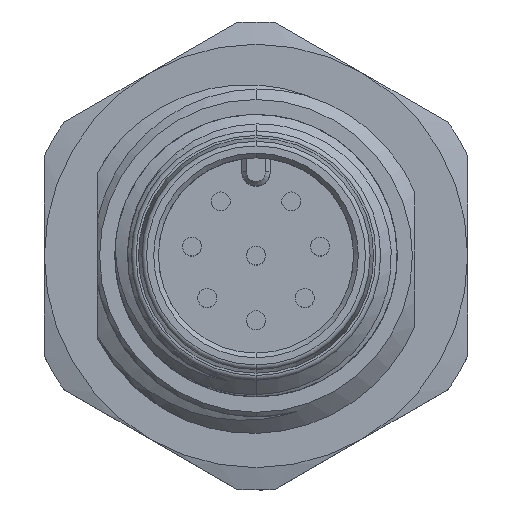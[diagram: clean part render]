
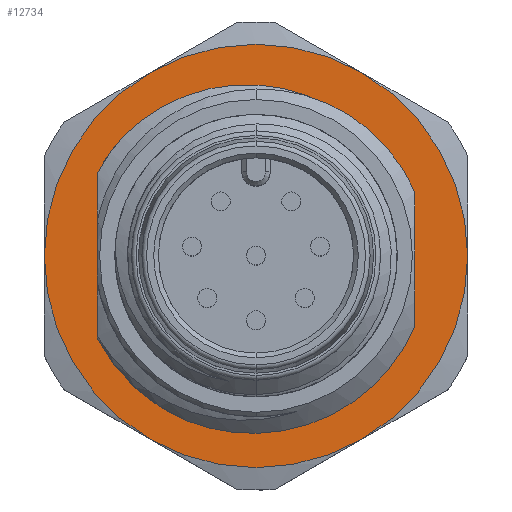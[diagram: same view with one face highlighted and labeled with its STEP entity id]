
A CAD part, top view. The second image highlights one B-rep face of the part: STEP entity #12734.
In plain terms, the highlighted planar face has unit normal (0, 0, 1).
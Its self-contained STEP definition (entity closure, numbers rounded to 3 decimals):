
#2438=DIRECTION('',(0.,-1.,0.));
#2439=VECTOR('',#2438,2.172);
#2440=CARTESIAN_POINT('',(6.75,1.086,-12.2));
#2441=LINE('',#2440,#2439);
#2446=CARTESIAN_POINT('',(0.,0.,-12.2));
#2447=DIRECTION('',(0.,0.,-1.));
#2448=DIRECTION('',(0.5,0.866,0.));
#2449=AXIS2_PLACEMENT_3D('',#2446,#2447,#2448);
#2451=CARTESIAN_POINT('',(0.,0.,-12.2));
#2452=DIRECTION('',(0.,0.,-1.));
#2453=DIRECTION('',(1.,0.,0.));
#2454=AXIS2_PLACEMENT_3D('',#2451,#2452,#2453);
#2456=CARTESIAN_POINT('',(0.,0.,-12.2));
#2457=DIRECTION('',(0.,0.,-1.));
#2458=DIRECTION('',(-0.5,-0.866,0.));
#2459=AXIS2_PLACEMENT_3D('',#2456,#2457,#2458);
#2461=CARTESIAN_POINT('',(0.,0.,-12.2));
#2462=DIRECTION('',(0.,0.,-1.));
#2463=DIRECTION('',(-1.,0.,0.));
#2464=AXIS2_PLACEMENT_3D('',#2461,#2462,#2463);
#2483=CARTESIAN_POINT('',(0.,0.,-12.2));
#2484=DIRECTION('',(0.,0.,-1.));
#2485=DIRECTION('',(-0.888,0.46,0.));
#2486=AXIS2_PLACEMENT_3D('',#2483,#2484,#2485);
#2521=DIRECTION('',(0.,1.,0.));
#2522=VECTOR('',#2521,6.651);
#2523=CARTESIAN_POINT('',(-6.75,-3.159,-12.2));
#2524=LINE('',#2523,#2522);
#2567=CARTESIAN_POINT('',(-5.679,5.051,-12.2));
#2568=CARTESIAN_POINT('',(-5.535,5.197,-12.2));
#2569=CARTESIAN_POINT('',(-5.236,5.476,-12.2));
#2570=CARTESIAN_POINT('',(-4.755,5.859,-12.2));
#2571=CARTESIAN_POINT('',(-4.248,6.198,-12.2));
#2572=CARTESIAN_POINT('',(-3.717,6.494,-12.2));
#2573=CARTESIAN_POINT('',(-3.164,6.746,-12.2));
#2574=CARTESIAN_POINT('',(-2.596,6.95,-12.2));
#2575=CARTESIAN_POINT('',(-2.013,7.108,-12.2));
#2576=CARTESIAN_POINT('',(-1.423,7.217,-12.2));
#2577=CARTESIAN_POINT('',(-0.827,7.277,-12.2));
#2578=CARTESIAN_POINT('',(-0.23,7.289,-12.2));
#2579=CARTESIAN_POINT('',(0.363,7.252,-12.2));
#2580=CARTESIAN_POINT('',(0.951,7.166,-12.2));
#2581=CARTESIAN_POINT('',(1.525,7.034,-12.2));
#2582=CARTESIAN_POINT('',(2.087,6.854,-12.2));
#2583=CARTESIAN_POINT('',(2.63,6.631,-12.2));
#2584=CARTESIAN_POINT('',(3.15,6.364,-12.2));
#2585=CARTESIAN_POINT('',(3.646,6.056,-12.2));
#2586=CARTESIAN_POINT('',(4.112,5.711,-12.2));
#2587=CARTESIAN_POINT('',(4.548,5.328,-12.2));
#2588=CARTESIAN_POINT('',(4.948,4.913,-12.2));
#2589=CARTESIAN_POINT('',(5.312,4.467,-12.2));
#2590=CARTESIAN_POINT('',(5.637,3.995,-12.2));
#2591=CARTESIAN_POINT('',(5.92,3.499,-12.2));
#2592=CARTESIAN_POINT('',(6.08,3.156,-12.2));
#2593=CARTESIAN_POINT('',(6.153,2.981,-12.2));
#2651=CARTESIAN_POINT('',(6.153,2.981,-12.2));
#2652=CARTESIAN_POINT('',(6.225,2.831,-12.2));
#2653=CARTESIAN_POINT('',(6.359,2.527,-12.2));
#2654=CARTESIAN_POINT('',(6.527,2.056,-12.2));
#2655=CARTESIAN_POINT('',(6.659,1.575,-12.2));
#2656=CARTESIAN_POINT('',(6.724,1.25,-12.2));
#2657=CARTESIAN_POINT('',(6.75,1.086,-12.2));
#2704=CARTESIAN_POINT('',(6.75,-1.086,-12.2));
#2705=CARTESIAN_POINT('',(6.721,-1.266,-12.2));
#2706=CARTESIAN_POINT('',(6.649,-1.623,-12.2));
#2707=CARTESIAN_POINT('',(6.498,-2.15,-12.2));
#2708=CARTESIAN_POINT('',(6.305,-2.662,-12.2));
#2709=CARTESIAN_POINT('',(6.072,-3.158,-12.2));
#2710=CARTESIAN_POINT('',(5.8,-3.633,-12.2));
#2711=CARTESIAN_POINT('',(5.492,-4.085,-12.2));
#2712=CARTESIAN_POINT('',(5.147,-4.511,-12.2));
#2713=CARTESIAN_POINT('',(4.77,-4.908,-12.2));
#2714=CARTESIAN_POINT('',(4.363,-5.273,-12.2));
#2715=CARTESIAN_POINT('',(3.927,-5.605,-12.2));
#2716=CARTESIAN_POINT('',(3.467,-5.901,-12.2));
#2717=CARTESIAN_POINT('',(3.146,-6.073,-12.2));
#2718=CARTESIAN_POINT('',(2.981,-6.153,-12.2));
#2763=CARTESIAN_POINT('',(2.981,-6.153,-12.2));
#2764=CARTESIAN_POINT('',(2.821,-6.242,-12.2));
#2765=CARTESIAN_POINT('',(2.494,-6.407,-12.2));
#2766=CARTESIAN_POINT('',(1.981,-6.616,-12.2));
#2767=CARTESIAN_POINT('',(1.452,-6.784,-12.2));
#2768=CARTESIAN_POINT('',(0.912,-6.909,-12.2));
#2769=CARTESIAN_POINT('',(0.361,-6.99,-12.2));
#2770=CARTESIAN_POINT('',(-0.196,-7.028,-12.2));
#2771=CARTESIAN_POINT('',(-0.757,-7.021,-12.2));
#2772=CARTESIAN_POINT('',(-1.318,-6.969,-12.2));
#2773=CARTESIAN_POINT('',(-1.873,-6.873,-12.2));
#2774=CARTESIAN_POINT('',(-2.422,-6.731,-12.2));
#2775=CARTESIAN_POINT('',(-2.959,-6.547,-12.2));
#2776=CARTESIAN_POINT('',(-3.481,-6.32,-12.2));
#2777=CARTESIAN_POINT('',(-3.986,-6.051,-12.2));
#2778=CARTESIAN_POINT('',(-4.469,-5.743,-12.2));
#2779=CARTESIAN_POINT('',(-4.929,-5.395,-12.2));
#2780=CARTESIAN_POINT('',(-5.359,-5.012,-12.2));
#2781=CARTESIAN_POINT('',(-5.761,-4.595,-12.2));
#2782=CARTESIAN_POINT('',(-6.129,-4.145,-12.2));
#2783=CARTESIAN_POINT('',(-6.462,-3.667,-12.2));
#2784=CARTESIAN_POINT('',(-6.658,-3.331,-12.2));
#2785=CARTESIAN_POINT('',(-6.75,-3.159,-12.2));
#7954=CARTESIAN_POINT('',(0.,0.,-12.2));
#7955=DIRECTION('',(0.,0.,1.));
#7956=DIRECTION('',(0.5,0.866,0.));
#7957=AXIS2_PLACEMENT_3D('',#7954,#7955,#7956);
#8250=CARTESIAN_POINT('',(0.,0.,-12.2));
#8251=DIRECTION('',(0.,0.,1.));
#8252=DIRECTION('',(-0.5,-0.866,0.));
#8253=AXIS2_PLACEMENT_3D('',#8250,#8251,#8252);
#8873=CARTESIAN_POINT('',(-6.75,3.492,-12.2));
#8874=CARTESIAN_POINT('',(-5.679,5.051,-12.2));
#8875=VERTEX_POINT('',#8873);
#8876=VERTEX_POINT('',#8874);
#8877=CARTESIAN_POINT('',(-6.75,-3.159,-12.2));
#8878=VERTEX_POINT('',#8877);
#8879=CARTESIAN_POINT('',(6.75,1.086,-12.2));
#8880=CARTESIAN_POINT('',(6.75,-1.086,-12.2));
#8881=VERTEX_POINT('',#8879);
#8882=VERTEX_POINT('',#8880);
#8883=VERTEX_POINT('',#2593);
#8896=CARTESIAN_POINT('',(4.5,7.794,-12.2));
#8897=CARTESIAN_POINT('',(9.,0.,-12.2));
#8898=VERTEX_POINT('',#8896);
#8899=VERTEX_POINT('',#8897);
#8900=CARTESIAN_POINT('',(4.5,-7.794,-12.2));
#8901=VERTEX_POINT('',#8900);
#8902=CARTESIAN_POINT('',(-4.5,-7.794,-12.2));
#8903=CARTESIAN_POINT('',(-9.,0.,-12.2));
#8904=VERTEX_POINT('',#8902);
#8905=VERTEX_POINT('',#8903);
#8906=CARTESIAN_POINT('',(-4.5,7.794,-12.2));
#8907=VERTEX_POINT('',#8906);
#9018=VERTEX_POINT('',#2763);
#12700=CARTESIAN_POINT('',(0.,0.,-12.2));
#12701=DIRECTION('',(0.,0.,1.));
#12702=DIRECTION('',(1.,0.,0.));
#12703=AXIS2_PLACEMENT_3D('',#12700,#12701,#12702);
#12704=PLANE('',#12703);
#12706=ORIENTED_EDGE('',*,*,#12705,.F.);
#12708=ORIENTED_EDGE('',*,*,#12707,.T.);
#12710=ORIENTED_EDGE('',*,*,#12709,.T.);
#12712=ORIENTED_EDGE('',*,*,#12711,.F.);
#12714=ORIENTED_EDGE('',*,*,#12713,.T.);
#12716=ORIENTED_EDGE('',*,*,#12715,.T.);
#12717=EDGE_LOOP('',(#12706,#12708,#12710,#12712,#12714,#12716));
#12718=FACE_OUTER_BOUND('',#12717,.F.);
#12720=ORIENTED_EDGE('',*,*,#12719,.F.);
#12722=ORIENTED_EDGE('',*,*,#12721,.F.);
#12724=ORIENTED_EDGE('',*,*,#12723,.F.);
#12726=ORIENTED_EDGE('',*,*,#12725,.F.);
#12727=ORIENTED_EDGE('',*,*,#12666,.F.);
#12729=ORIENTED_EDGE('',*,*,#12728,.F.);
#12731=ORIENTED_EDGE('',*,*,#12730,.F.);
#12732=EDGE_LOOP('',(#12720,#12722,#12724,#12726,#12727,#12729,#12731));
#12733=FACE_BOUND('',#12732,.F.);
#2450=CIRCLE('',#2449,9.);
#2455=CIRCLE('',#2454,9.);
#2460=CIRCLE('',#2459,9.);
#2465=CIRCLE('',#2464,9.);
#2487=CIRCLE('',#2486,7.6);
#2594=B_SPLINE_CURVE_WITH_KNOTS('',3,(#2567,#2568,#2569,#2570,#2571,#2572,#2573,
#2574,#2575,#2576,#2577,#2578,#2579,#2580,#2581,#2582,#2583,#2584,#2585,#2586,
#2587,#2588,#2589,#2590,#2591,#2592,#2593),.UNSPECIFIED.,.F.,.F.,(4,1,1,1,1,1,1,
1,1,1,1,1,1,1,1,1,1,1,1,1,1,1,1,1,4),(0.,0.042,0.083,
0.125,0.167,0.208,0.25,0.292,
0.333,0.375,0.417,0.458,0.5,
0.542,0.583,0.625,0.667,0.708,
0.75,0.792,0.833,0.875,0.917,
0.958,1.),.UNSPECIFIED.);
#2658=B_SPLINE_CURVE_WITH_KNOTS('',3,(#2651,#2652,#2653,#2654,#2655,#2656,
#2657),.UNSPECIFIED.,.F.,.F.,(4,1,1,1,4),(0.,0.25,0.5,0.75,1.),
.UNSPECIFIED.);
#2719=B_SPLINE_CURVE_WITH_KNOTS('',3,(#2704,#2705,#2706,#2707,#2708,#2709,#2710,
#2711,#2712,#2713,#2714,#2715,#2716,#2717,#2718),.UNSPECIFIED.,.F.,.F.,(4,1,1,1,
1,1,1,1,1,1,1,1,4),(0.,0.083,0.167,0.25,
0.333,0.417,0.5,0.583,0.667,
0.75,0.833,0.917,1.),.UNSPECIFIED.);
#2786=B_SPLINE_CURVE_WITH_KNOTS('',3,(#2763,#2764,#2765,#2766,#2767,#2768,#2769,
#2770,#2771,#2772,#2773,#2774,#2775,#2776,#2777,#2778,#2779,#2780,#2781,#2782,
#2783,#2784,#2785),.UNSPECIFIED.,.F.,.F.,(4,1,1,1,1,1,1,1,1,1,1,1,1,1,1,1,1,1,1,
1,4),(0.,0.05,0.1,0.15,0.2,0.25,0.3,0.35,0.4,0.45,0.5,
0.55,0.6,0.65,0.7,0.75,0.8,0.85,0.9,0.95,1.),.UNSPECIFIED.);
#7958=CIRCLE('',#7957,9.);
#8254=CIRCLE('',#8253,9.);
#12666=EDGE_CURVE('',#8881,#8882,#2441,.T.);
#12705=EDGE_CURVE('',#8898,#8907,#7958,.T.);
#12707=EDGE_CURVE('',#8898,#8899,#2450,.T.);
#12709=EDGE_CURVE('',#8899,#8901,#2455,.T.);
#12711=EDGE_CURVE('',#8904,#8901,#8254,.T.);
#12713=EDGE_CURVE('',#8904,#8905,#2460,.T.);
#12715=EDGE_CURVE('',#8905,#8907,#2465,.T.);
#12719=EDGE_CURVE('',#8875,#8876,#2487,.T.);
#12721=EDGE_CURVE('',#8878,#8875,#2524,.T.);
#12723=EDGE_CURVE('',#9018,#8878,#2786,.T.);
#12725=EDGE_CURVE('',#8882,#9018,#2719,.T.);
#12728=EDGE_CURVE('',#8883,#8881,#2658,.T.);
#12730=EDGE_CURVE('',#8876,#8883,#2594,.T.);
#12734=ADVANCED_FACE('',(#12718,#12733),#12704,.T.);
